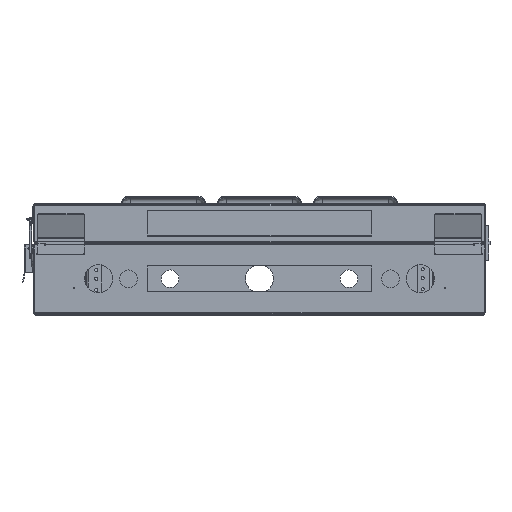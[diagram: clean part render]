
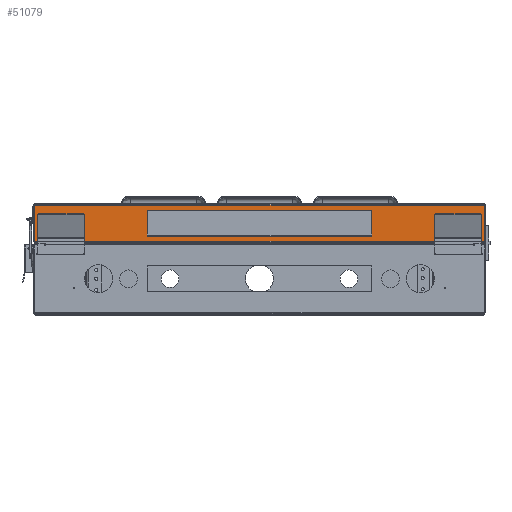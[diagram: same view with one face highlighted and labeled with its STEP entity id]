
A CAD part, front view. The second image highlights one B-rep face of the part: STEP entity #51079.
In plain terms, the highlighted planar face has unit normal (0, -1, 0).
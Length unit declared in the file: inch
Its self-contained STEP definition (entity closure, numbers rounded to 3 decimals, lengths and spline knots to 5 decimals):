
#820 = VERTEX_POINT ( 'NONE', #88832 ) ;
#1574 = VECTOR ( 'NONE', #62395, 39.37008 ) ;
#2200 = CARTESIAN_POINT ( 'NONE',  ( -6.29921, -11.62396, -1.81875 ) ) ;
#2430 = VERTEX_POINT ( 'NONE', #72795 ) ;
#3041 = CARTESIAN_POINT ( 'NONE',  ( -12.65637, -11.62396, -0.07874 ) ) ;
#5519 = CARTESIAN_POINT ( 'NONE',  ( -12.65637, -11.62396, -0.07874 ) ) ;
#5692 = VECTOR ( 'NONE', #64000, 39.37008 ) ;
#6448 = VECTOR ( 'NONE', #14420, 39.37008 ) ;
#6644 = ORIENTED_EDGE ( 'NONE', *, *, #95154, .F. ) ;
#7083 = ORIENTED_EDGE ( 'NONE', *, *, #21850, .F. ) ;
#7690 = LINE ( 'NONE', #72818, #9623 ) ;
#8976 = FACE_BOUND ( 'NONE', #56418, .T. ) ;
#9623 = VECTOR ( 'NONE', #96536, 39.37008 ) ;
#11457 = CARTESIAN_POINT ( 'NONE',  ( 12.65637, -11.62396, -0.07874 ) ) ;
#13188 = CARTESIAN_POINT ( 'NONE',  ( 0., -11.62396, -2.12176 ) ) ;
#14420 = DIRECTION ( 'NONE',  ( -1., 0., 0. ) ) ;
#14672 = VECTOR ( 'NONE', #64137, 39.37008 ) ;
#14724 = DIRECTION ( 'NONE',  ( 1., 0., 0. ) ) ;
#15453 = LINE ( 'NONE', #54337, #6448 ) ;
#16536 = EDGE_CURVE ( 'NONE', #46106, #53180, #15453, .T. ) ;
#16586 = DIRECTION ( 'NONE',  ( 1., 0., 0. ) ) ;
#17643 = ORIENTED_EDGE ( 'NONE', *, *, #101569, .T. ) ;
#17897 = CARTESIAN_POINT ( 'NONE',  ( 0., -11.62396, 0. ) ) ;
#19044 = CARTESIAN_POINT ( 'NONE',  ( 12.65637, -11.62396, -2.12176 ) ) ;
#20493 = ORIENTED_EDGE ( 'NONE', *, *, #16536, .T. ) ;
#21850 = EDGE_CURVE ( 'NONE', #820, #81596, #68688, .T. ) ;
#22646 = CARTESIAN_POINT ( 'NONE',  ( -12.558, -11.62396, -2.12176 ) ) ;
#23073 = EDGE_CURVE ( 'NONE', #31781, #30050, #86434, .T. ) ;
#26899 = DIRECTION ( 'NONE',  ( -1., 0., 0. ) ) ;
#27512 = EDGE_LOOP ( 'NONE', ( #66782, #65717, #17643, #48614, #7083, #6644, #42134, #79308 ) ) ;
#27838 = CARTESIAN_POINT ( 'NONE',  ( -12.558, -11.62396, -0.07874 ) ) ;
#30050 = VERTEX_POINT ( 'NONE', #27838 ) ;
#31781 = VERTEX_POINT ( 'NONE', #3041 ) ;
#33943 = DIRECTION ( 'NONE',  ( 0., 0., 1. ) ) ;
#36192 = EDGE_CURVE ( 'NONE', #30050, #98349, #103243, .T. ) ;
#36519 = VECTOR ( 'NONE', #33943, 39.37008 ) ;
#38710 = VERTEX_POINT ( 'NONE', #22646 ) ;
#39627 = CARTESIAN_POINT ( 'NONE',  ( 12.65637, -11.62396, -2.12176 ) ) ;
#40001 = LINE ( 'NONE', #72006, #14672 ) ;
#40673 = EDGE_CURVE ( 'NONE', #75553, #46106, #7690, .T. ) ;
#40779 = LINE ( 'NONE', #57569, #86130 ) ;
#40867 = EDGE_CURVE ( 'NONE', #44922, #31781, #58091, .T. ) ;
#42134 = ORIENTED_EDGE ( 'NONE', *, *, #36192, .F. ) ;
#44703 = CARTESIAN_POINT ( 'NONE',  ( 6.29921, -11.62396, -0.38175 ) ) ;
#44922 = VERTEX_POINT ( 'NONE', #94003 ) ;
#46106 = VERTEX_POINT ( 'NONE', #46998 ) ;
#46998 = CARTESIAN_POINT ( 'NONE',  ( 6.29921, -11.62396, -1.81875 ) ) ;
#48614 = ORIENTED_EDGE ( 'NONE', *, *, #80368, .F. ) ;
#49214 = VECTOR ( 'NONE', #96388, 39.37008 ) ;
#50417 = VERTEX_POINT ( 'NONE', #61140 ) ;
#50842 = EDGE_CURVE ( 'NONE', #38710, #44922, #88217, .T. ) ;
#51079 = ADVANCED_FACE ( 'NONE', ( #88906, #8976 ), #65178, .T. ) ;
#53180 = VERTEX_POINT ( 'NONE', #2200 ) ;
#54118 = EDGE_CURVE ( 'NONE', #50417, #75553, #40001, .T. ) ;
#54337 = CARTESIAN_POINT ( 'NONE',  ( -6.29921, -11.62396, -1.81875 ) ) ;
#55308 = ORIENTED_EDGE ( 'NONE', *, *, #40673, .T. ) ;
#55600 = CARTESIAN_POINT ( 'NONE',  ( -12.558, -11.62396, -2.12176 ) ) ;
#55925 = EDGE_CURVE ( 'NONE', #53180, #50417, #77155, .T. ) ;
#56418 = EDGE_LOOP ( 'NONE', ( #69333, #91900, #55308, #20493 ) ) ;
#57569 = CARTESIAN_POINT ( 'NONE',  ( 12.558, -11.62396, -0.07874 ) ) ;
#58091 = LINE ( 'NONE', #65963, #36519 ) ;
#59378 = DIRECTION ( 'NONE',  ( 0., -1., 0. ) ) ;
#61140 = CARTESIAN_POINT ( 'NONE',  ( -6.29921, -11.62396, -0.38175 ) ) ;
#61702 = DIRECTION ( 'NONE',  ( 1., 0., 0. ) ) ;
#62395 = DIRECTION ( 'NONE',  ( 0., 0., 1. ) ) ;
#64000 = DIRECTION ( 'NONE',  ( -1., 0., 0. ) ) ;
#64137 = DIRECTION ( 'NONE',  ( 1., 0., 0. ) ) ;
#65178 = PLANE ( 'NONE',  #94779 ) ;
#65717 = ORIENTED_EDGE ( 'NONE', *, *, #50842, .F. ) ;
#65963 = CARTESIAN_POINT ( 'NONE',  ( -12.65637, -11.62396, -2.12176 ) ) ;
#66782 = ORIENTED_EDGE ( 'NONE', *, *, #40867, .F. ) ;
#68688 = LINE ( 'NONE', #11457, #101212 ) ;
#68720 = CARTESIAN_POINT ( 'NONE',  ( -6.29921, -11.62396, -0.38175 ) ) ;
#69333 = ORIENTED_EDGE ( 'NONE', *, *, #55925, .T. ) ;
#72006 = CARTESIAN_POINT ( 'NONE',  ( -6.29921, -11.62396, -0.38175 ) ) ;
#72795 = CARTESIAN_POINT ( 'NONE',  ( 12.558, -11.62396, -2.12176 ) ) ;
#72818 = CARTESIAN_POINT ( 'NONE',  ( 6.29921, -11.62396, -0.38175 ) ) ;
#75553 = VERTEX_POINT ( 'NONE', #44703 ) ;
#76832 = VECTOR ( 'NONE', #14724, 39.37008 ) ;
#77155 = LINE ( 'NONE', #68720, #1574 ) ;
#77750 = VECTOR ( 'NONE', #26899, 39.37008 ) ;
#79308 = ORIENTED_EDGE ( 'NONE', *, *, #23073, .F. ) ;
#79612 = VECTOR ( 'NONE', #61702, 39.37008 ) ;
#80368 = EDGE_CURVE ( 'NONE', #81596, #2430, #82105, .T. ) ;
#81596 = VERTEX_POINT ( 'NONE', #39627 ) ;
#82105 = LINE ( 'NONE', #19044, #77750 ) ;
#86130 = VECTOR ( 'NONE', #16586, 39.37008 ) ;
#86434 = LINE ( 'NONE', #5519, #79612 ) ;
#87429 = CARTESIAN_POINT ( 'NONE',  ( 68.79926, -11.62396, -0.07874 ) ) ;
#88217 = LINE ( 'NONE', #55600, #5692 ) ;
#88832 = CARTESIAN_POINT ( 'NONE',  ( 12.65637, -11.62396, -0.07874 ) ) ;
#88906 = FACE_OUTER_BOUND ( 'NONE', #27512, .T. ) ;
#91900 = ORIENTED_EDGE ( 'NONE', *, *, #54118, .T. ) ;
#91991 = DIRECTION ( 'NONE',  ( 0., 0., -1. ) ) ;
#92936 = DIRECTION ( 'NONE',  ( 0., 0., -1. ) ) ;
#94003 = CARTESIAN_POINT ( 'NONE',  ( -12.65637, -11.62396, -2.12176 ) ) ;
#94125 = LINE ( 'NONE', #13188, #76832 ) ;
#94779 = AXIS2_PLACEMENT_3D ( 'NONE', #17897, #59378, #91991 ) ;
#95154 = EDGE_CURVE ( 'NONE', #98349, #820, #40779, .T. ) ;
#96388 = DIRECTION ( 'NONE',  ( 1., 0., 0. ) ) ;
#96536 = DIRECTION ( 'NONE',  ( 0., 0., -1. ) ) ;
#97390 = CARTESIAN_POINT ( 'NONE',  ( 12.558, -11.62396, -0.07874 ) ) ;
#98349 = VERTEX_POINT ( 'NONE', #97390 ) ;
#101212 = VECTOR ( 'NONE', #92936, 39.37008 ) ;
#101569 = EDGE_CURVE ( 'NONE', #38710, #2430, #94125, .T. ) ;
#103243 = LINE ( 'NONE', #87429, #49214 ) ;
